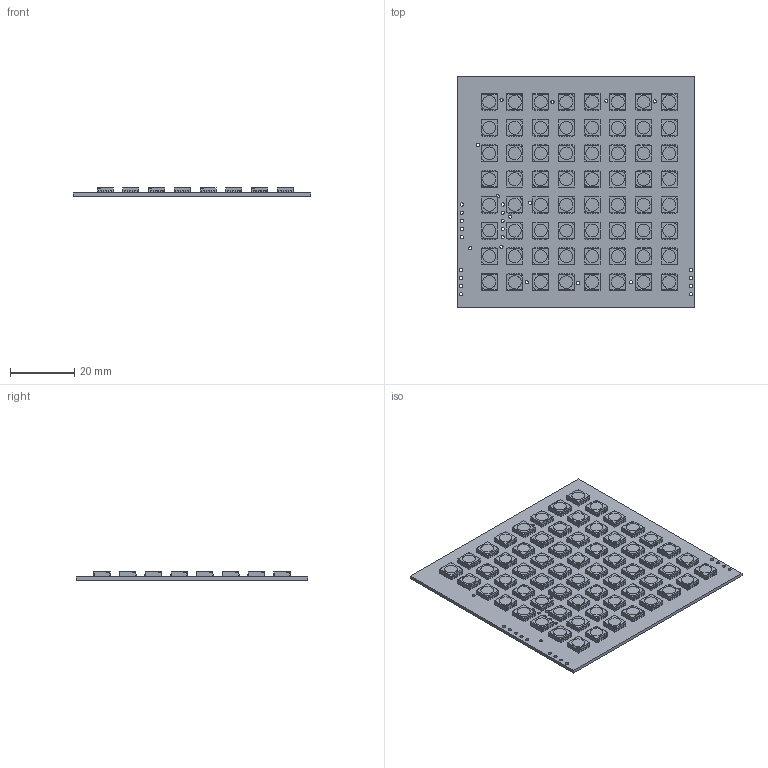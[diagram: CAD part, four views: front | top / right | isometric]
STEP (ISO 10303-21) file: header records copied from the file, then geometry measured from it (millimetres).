
FILE_DESCRIPTION(('for SolidWorks'),'2;1');
FILE_NAME('64xAPA102.step','2015-07-22T02:58:51',( 'Chris Hamilton'),(''),'Open CASCADE STEP processor 6.6','Diptrace', 'Unknown');
FILE_SCHEMA(('AUTOMOTIVE_DESIGN { 1 0 10303 214 1 1 1 1 }'));
Length unit declared in the file: millimetre
Products named in the file (3): PCB; Board; Model_2
Assembly tree (65 placements, depth 2):
  PCB
    Board
    Model_2  x64
Bounding box: 74 x 72 x 2.59 mm (x, y, z)
Volume: 5253.3 mm3; surface area: 16326 mm2
Topology: 1 solids, 65 shells, 8232 faces, 18738 edges, 10700 vertices
Faces by surface type: plane 8198, cylinder 34
Full cylindrical faces by diameter (mm): 1 x24, 1.016 x10
Entity records: 6339 total; most frequent: DIRECTION 943, CARTESIAN_POINT 881, ORIENTED_EDGE 810, EDGE_CURVE 405, LINE 335, VECTOR 335, AXIS2_PLACEMENT_3D 304, VERTEX_POINT 242
